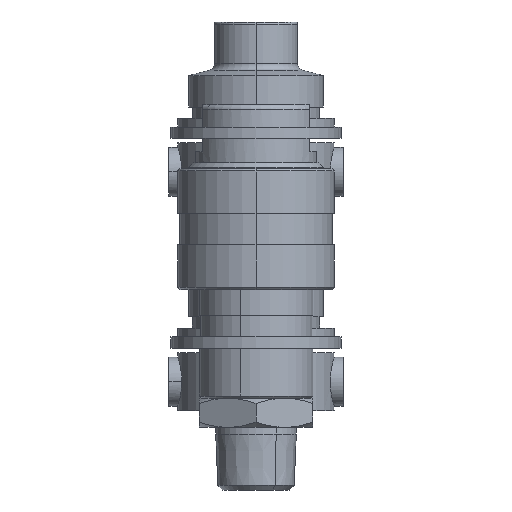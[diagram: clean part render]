
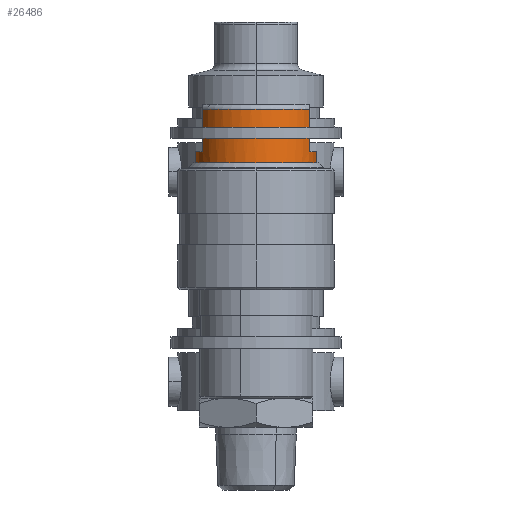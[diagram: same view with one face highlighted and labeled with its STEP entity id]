
A CAD part, front view. The second image highlights one B-rep face of the part: STEP entity #26486.
In plain terms, the highlighted cylindrical face has radius 13.5 mm (diameter 27 mm), a partial arc.
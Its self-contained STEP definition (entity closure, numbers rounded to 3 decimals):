
#1498 = VECTOR ( 'NONE', #15586, 1000. ) ;
#2035 = DIRECTION ( 'NONE',  ( 0., 0., -1. ) ) ;
#2080 = CIRCLE ( 'NONE', #4822, 13.5 ) ;
#2731 = EDGE_CURVE ( 'NONE', #15349, #21847, #21488, .T. ) ;
#2930 = VERTEX_POINT ( 'NONE', #23400 ) ;
#2963 = ORIENTED_EDGE ( 'NONE', *, *, #21005, .T. ) ;
#3937 = DIRECTION ( 'NONE',  ( 0., 0., -1. ) ) ;
#4071 = CARTESIAN_POINT ( 'NONE',  ( 0., 0., 55.1 ) ) ;
#4137 = DIRECTION ( 'NONE',  ( -1., 0., 0. ) ) ;
#4333 = ORIENTED_EDGE ( 'NONE', *, *, #21416, .T. ) ;
#4822 = AXIS2_PLACEMENT_3D ( 'NONE', #10947, #26489, #21804 ) ;
#5569 = AXIS2_PLACEMENT_3D ( 'NONE', #6300, #25741, #4137 ) ;
#6300 = CARTESIAN_POINT ( 'NONE',  ( 0., 0., 26.1 ) ) ;
#6344 = LINE ( 'NONE', #17128, #9094 ) ;
#6572 = VERTEX_POINT ( 'NONE', #24806 ) ;
#8416 = LINE ( 'NONE', #24136, #1498 ) ;
#8581 = CARTESIAN_POINT ( 'NONE',  ( 13.5, 0., 55.1 ) ) ;
#8638 = EDGE_CURVE ( 'NONE', #9693, #2930, #8416, .T. ) ;
#8838 = EDGE_CURVE ( 'NONE', #6572, #15349, #20228, .T. ) ;
#9094 = VECTOR ( 'NONE', #2035, 1000. ) ;
#9693 = VERTEX_POINT ( 'NONE', #8581 ) ;
#9713 = DIRECTION ( 'NONE',  ( 0., 0., -1. ) ) ;
#9965 = ORIENTED_EDGE ( 'NONE', *, *, #16662, .T. ) ;
#9997 = EDGE_CURVE ( 'NONE', #21847, #11032, #11648, .T. ) ;
#10074 = AXIS2_PLACEMENT_3D ( 'NONE', #25120, #9713, #18441 ) ;
#10661 = ORIENTED_EDGE ( 'NONE', *, *, #9997, .T. ) ;
#10779 = AXIS2_PLACEMENT_3D ( 'NONE', #4071, #3937, #23967 ) ;
#10947 = CARTESIAN_POINT ( 'NONE',  ( 0., 0., 55.1 ) ) ;
#11032 = VERTEX_POINT ( 'NONE', #11033 ) ;
#11033 = CARTESIAN_POINT ( 'NONE',  ( -12., -6.185, 55.1 ) ) ;
#11648 = LINE ( 'NONE', #22754, #16212 ) ;
#11696 = ORIENTED_EDGE ( 'NONE', *, *, #2731, .T. ) ;
#11812 = CIRCLE ( 'NONE', #22275, 13.5 ) ;
#11937 = DIRECTION ( 'NONE',  ( 0., 0., 1. ) ) ;
#12019 = ORIENTED_EDGE ( 'NONE', *, *, #20174, .F. ) ;
#12102 = CARTESIAN_POINT ( 'NONE',  ( -13.5, 0., 55.1 ) ) ;
#12292 = DIRECTION ( 'NONE',  ( -1., 0., 0. ) ) ;
#13822 = DIRECTION ( 'NONE',  ( 0., 0., -1. ) ) ;
#14308 = DIRECTION ( 'NONE',  ( 0., 0., -1. ) ) ;
#15019 = ORIENTED_EDGE ( 'NONE', *, *, #8638, .F. ) ;
#15349 = VERTEX_POINT ( 'NONE', #16286 ) ;
#15586 = DIRECTION ( 'NONE',  ( 0., 0., -1. ) ) ;
#16121 = VECTOR ( 'NONE', #11937, 1000. ) ;
#16212 = VECTOR ( 'NONE', #13822, 1000. ) ;
#16286 = CARTESIAN_POINT ( 'NONE',  ( 12., -6.185, 64.6 ) ) ;
#16662 = EDGE_CURVE ( 'NONE', #24094, #24506, #6344, .T. ) ;
#16721 = CARTESIAN_POINT ( 'NONE',  ( 0., 0., 52.6 ) ) ;
#17080 = FACE_OUTER_BOUND ( 'NONE', #26391, .T. ) ;
#17128 = CARTESIAN_POINT ( 'NONE',  ( -13.5, 0., 26.1 ) ) ;
#18441 = DIRECTION ( 'NONE',  ( -1., 0., 0. ) ) ;
#18555 = ORIENTED_EDGE ( 'NONE', *, *, #8838, .T. ) ;
#19615 = CYLINDRICAL_SURFACE ( 'NONE', #5569, 13.5 ) ;
#20174 = EDGE_CURVE ( 'NONE', #2930, #24506, #11812, .T. ) ;
#20228 = LINE ( 'NONE', #22344, #16121 ) ;
#21005 = EDGE_CURVE ( 'NONE', #9693, #6572, #23064, .T. ) ;
#21416 = EDGE_CURVE ( 'NONE', #11032, #24094, #2080, .T. ) ;
#21488 = CIRCLE ( 'NONE', #10074, 13.5 ) ;
#21804 = DIRECTION ( 'NONE',  ( -1., 0., 0. ) ) ;
#21808 = CARTESIAN_POINT ( 'NONE',  ( -13.5, 0., 52.6 ) ) ;
#21847 = VERTEX_POINT ( 'NONE', #23635 ) ;
#22275 = AXIS2_PLACEMENT_3D ( 'NONE', #16721, #14308, #12292 ) ;
#22344 = CARTESIAN_POINT ( 'NONE',  ( 12., -6.185, 26.1 ) ) ;
#22754 = CARTESIAN_POINT ( 'NONE',  ( -12., -6.185, 26.1 ) ) ;
#23064 = CIRCLE ( 'NONE', #10779, 13.5 ) ;
#23400 = CARTESIAN_POINT ( 'NONE',  ( 13.5, 0., 52.6 ) ) ;
#23635 = CARTESIAN_POINT ( 'NONE',  ( -12., -6.185, 64.6 ) ) ;
#23967 = DIRECTION ( 'NONE',  ( -1., 0., 0. ) ) ;
#24094 = VERTEX_POINT ( 'NONE', #12102 ) ;
#24136 = CARTESIAN_POINT ( 'NONE',  ( 13.5, 0., 26.1 ) ) ;
#24506 = VERTEX_POINT ( 'NONE', #21808 ) ;
#24806 = CARTESIAN_POINT ( 'NONE',  ( 12., -6.185, 55.1 ) ) ;
#25120 = CARTESIAN_POINT ( 'NONE',  ( 0., 0., 64.6 ) ) ;
#25741 = DIRECTION ( 'NONE',  ( 0., 0., -1. ) ) ;
#26391 = EDGE_LOOP ( 'NONE', ( #15019, #2963, #18555, #11696, #10661, #4333, #9965, #12019 ) ) ;
#26486 = ADVANCED_FACE ( 'NONE', ( #17080 ), #19615, .T. ) ;
#26489 = DIRECTION ( 'NONE',  ( 0., 0., -1. ) ) ;
